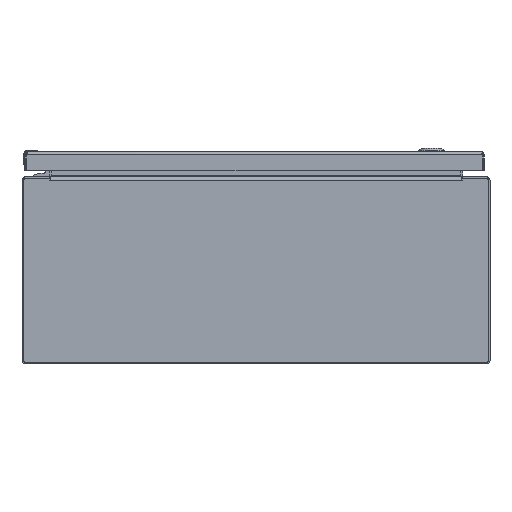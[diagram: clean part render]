
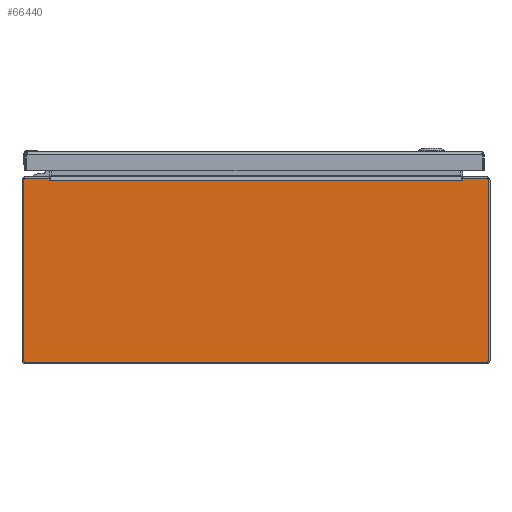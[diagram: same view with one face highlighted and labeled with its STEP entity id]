
A CAD part, front view. The second image highlights one B-rep face of the part: STEP entity #66440.
In plain terms, the highlighted planar face has unit normal (0, -1, 0).
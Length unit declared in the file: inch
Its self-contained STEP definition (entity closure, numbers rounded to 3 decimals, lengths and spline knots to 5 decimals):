
#2353 = CARTESIAN_POINT ( 'NONE',  ( 0., -15., 3.855 ) ) ;
#3550 = CARTESIAN_POINT ( 'NONE',  ( -8.798, -15., 3.855 ) ) ;
#5158 = DIRECTION ( 'NONE',  ( 0., 0., -1. ) ) ;
#5259 = EDGE_CURVE ( 'NONE', #20155, #35786, #9745, .T. ) ;
#7035 = VERTEX_POINT ( 'NONE', #66335 ) ;
#7831 = LINE ( 'NONE', #8413, #64605 ) ;
#8413 = CARTESIAN_POINT ( 'NONE',  ( -9.937, -15., 0. ) ) ;
#9458 = EDGE_CURVE ( 'NONE', #14522, #115174, #99159, .T. ) ;
#9745 = LINE ( 'NONE', #2353, #22337 ) ;
#9833 = CARTESIAN_POINT ( 'NONE',  ( 9.857, -15., 3.937 ) ) ;
#9923 = ORIENTED_EDGE ( 'NONE', *, *, #70302, .T. ) ;
#10703 = CARTESIAN_POINT ( 'NONE',  ( -9.857, -15., 3.937 ) ) ;
#10804 = LINE ( 'NONE', #95929, #26886 ) ;
#10931 = CARTESIAN_POINT ( 'NONE',  ( 8.8136, -15., 3.855 ) ) ;
#11317 = CARTESIAN_POINT ( 'NONE',  ( 9.857, -15., -3.937 ) ) ;
#12329 = ORIENTED_EDGE ( 'NONE', *, *, #5259, .T. ) ;
#14030 = CARTESIAN_POINT ( 'NONE',  ( -9.857, -15., -3.937 ) ) ;
#14255 = ORIENTED_EDGE ( 'NONE', *, *, #75594, .T. ) ;
#14522 = VERTEX_POINT ( 'NONE', #26594 ) ;
#15846 = CARTESIAN_POINT ( 'NONE',  ( 0., -15., 3.937 ) ) ;
#16634 = VERTEX_POINT ( 'NONE', #61346 ) ;
#19421 = VECTOR ( 'NONE', #98524, 39.37008 ) ;
#20155 = VERTEX_POINT ( 'NONE', #51885 ) ;
#20352 = ORIENTED_EDGE ( 'NONE', *, *, #23037, .T. ) ;
#20968 = LINE ( 'NONE', #30152, #42611 ) ;
#21483 = ORIENTED_EDGE ( 'NONE', *, *, #73502, .T. ) ;
#21934 = CIRCLE ( 'NONE', #72808, 0.08 ) ;
#22208 = DIRECTION ( 'NONE',  ( 0., -1., 0. ) ) ;
#22337 = VECTOR ( 'NONE', #57477, 39.37008 ) ;
#23037 = EDGE_CURVE ( 'NONE', #115174, #53551, #104702, .T. ) ;
#23072 = CARTESIAN_POINT ( 'NONE',  ( 8.82806, -15., 3.937 ) ) ;
#26422 = AXIS2_PLACEMENT_3D ( 'NONE', #99822, #22208, #40625 ) ;
#26594 = CARTESIAN_POINT ( 'NONE',  ( -8.82806, -15., 3.937 ) ) ;
#26886 = VECTOR ( 'NONE', #75724, 39.37008 ) ;
#28839 = ORIENTED_EDGE ( 'NONE', *, *, #42556, .T. ) ;
#29658 = AXIS2_PLACEMENT_3D ( 'NONE', #118453, #108035, #5158 ) ;
#30152 = CARTESIAN_POINT ( 'NONE',  ( 0., -15., 3.855 ) ) ;
#32159 = ORIENTED_EDGE ( 'NONE', *, *, #73309, .T. ) ;
#32566 = CARTESIAN_POINT ( 'NONE',  ( 9.937, -15., 3.857 ) ) ;
#32712 = VECTOR ( 'NONE', #66008, 39.37008 ) ;
#35756 = VERTEX_POINT ( 'NONE', #10931 ) ;
#35786 = VERTEX_POINT ( 'NONE', #3550 ) ;
#36749 = VERTEX_POINT ( 'NONE', #9833 ) ;
#40625 = DIRECTION ( 'NONE',  ( 0., 0., -1. ) ) ;
#40896 = VERTEX_POINT ( 'NONE', #32566 ) ;
#41622 = DIRECTION ( 'NONE',  ( -1., 0., 0. ) ) ;
#42556 = EDGE_CURVE ( 'NONE', #67083, #63077, #56842, .T. ) ;
#42611 = VECTOR ( 'NONE', #85335, 39.37008 ) ;
#42917 = EDGE_CURVE ( 'NONE', #35786, #7035, #20968, .T. ) ;
#43474 = DIRECTION ( 'NONE',  ( 0., -1., 0. ) ) ;
#45764 = DIRECTION ( 'NONE',  ( 0., 0., -1. ) ) ;
#45959 = AXIS2_PLACEMENT_3D ( 'NONE', #46726, #59345, #112268 ) ;
#46570 = CARTESIAN_POINT ( 'NONE',  ( -9.937, -15., 3.857 ) ) ;
#46726 = CARTESIAN_POINT ( 'NONE',  ( 9.857, -15., -3.857 ) ) ;
#48344 = LINE ( 'NONE', #93084, #56140 ) ;
#48363 = CARTESIAN_POINT ( 'NONE',  ( 9.857, -15., 3.857 ) ) ;
#48898 = VERTEX_POINT ( 'NONE', #23072 ) ;
#51885 = CARTESIAN_POINT ( 'NONE',  ( 8.798, -15., 3.855 ) ) ;
#53551 = VERTEX_POINT ( 'NONE', #46570 ) ;
#56140 = VECTOR ( 'NONE', #84511, 39.37008 ) ;
#56842 = LINE ( 'NONE', #84408, #32712 ) ;
#57168 = ORIENTED_EDGE ( 'NONE', *, *, #98632, .T. ) ;
#57477 = DIRECTION ( 'NONE',  ( -1., 0., 0. ) ) ;
#59345 = DIRECTION ( 'NONE',  ( 0., -1., 0. ) ) ;
#61167 = LINE ( 'NONE', #15846, #19421 ) ;
#61346 = CARTESIAN_POINT ( 'NONE',  ( 9.937, -15., -3.857 ) ) ;
#62462 = DIRECTION ( 'NONE',  ( 0., 0., -1. ) ) ;
#62799 = VECTOR ( 'NONE', #94071, 39.37008 ) ;
#63077 = VERTEX_POINT ( 'NONE', #11317 ) ;
#63507 = AXIS2_PLACEMENT_3D ( 'NONE', #73448, #43474, #62462 ) ;
#64605 = VECTOR ( 'NONE', #45764, 39.37008 ) ;
#65345 = VECTOR ( 'NONE', #41622, 39.37008 ) ;
#66008 = DIRECTION ( 'NONE',  ( 1., 0., 0. ) ) ;
#66335 = CARTESIAN_POINT ( 'NONE',  ( -8.8136, -15., 3.855 ) ) ;
#66440 = ADVANCED_FACE ( 'NONE', ( #100055 ), #81056, .T. ) ;
#67083 = VERTEX_POINT ( 'NONE', #14030 ) ;
#70302 = EDGE_CURVE ( 'NONE', #36749, #48898, #61167, .T. ) ;
#71108 = LINE ( 'NONE', #108507, #111796 ) ;
#72808 = AXIS2_PLACEMENT_3D ( 'NONE', #48363, #93719, #83317 ) ;
#73309 = EDGE_CURVE ( 'NONE', #7035, #14522, #119843, .T. ) ;
#73448 = CARTESIAN_POINT ( 'NONE',  ( -9.857, -15., -3.857 ) ) ;
#73502 = EDGE_CURVE ( 'NONE', #16634, #40896, #71108, .T. ) ;
#75594 = EDGE_CURVE ( 'NONE', #40896, #36749, #21934, .T. ) ;
#75656 = ORIENTED_EDGE ( 'NONE', *, *, #89212, .T. ) ;
#75724 = DIRECTION ( 'NONE',  ( -1., 0., 0. ) ) ;
#77045 = VERTEX_POINT ( 'NONE', #115430 ) ;
#80931 = DIRECTION ( 'NONE',  ( 0., 0., 1. ) ) ;
#81056 = PLANE ( 'NONE',  #29658 ) ;
#81632 = ORIENTED_EDGE ( 'NONE', *, *, #112152, .T. ) ;
#81633 = EDGE_CURVE ( 'NONE', #63077, #16634, #98773, .T. ) ;
#83317 = DIRECTION ( 'NONE',  ( 0., 0., -1. ) ) ;
#84283 = CARTESIAN_POINT ( 'NONE',  ( -8.8136, -15., 3.855 ) ) ;
#84408 = CARTESIAN_POINT ( 'NONE',  ( 0., -15., -3.937 ) ) ;
#84511 = DIRECTION ( 'NONE',  ( -0.174, 0., -0.985 ) ) ;
#85335 = DIRECTION ( 'NONE',  ( -1., 0., 0. ) ) ;
#89182 = ORIENTED_EDGE ( 'NONE', *, *, #106479, .T. ) ;
#89212 = EDGE_CURVE ( 'NONE', #35756, #20155, #10804, .T. ) ;
#92471 = ORIENTED_EDGE ( 'NONE', *, *, #9458, .T. ) ;
#93084 = CARTESIAN_POINT ( 'NONE',  ( 8.82806, -15., 3.937 ) ) ;
#93719 = DIRECTION ( 'NONE',  ( 0., -1., 0. ) ) ;
#94071 = DIRECTION ( 'NONE',  ( -0.174, 0., 0.985 ) ) ;
#95929 = CARTESIAN_POINT ( 'NONE',  ( 8.80579, -15., 3.855 ) ) ;
#98524 = DIRECTION ( 'NONE',  ( -1., 0., 0. ) ) ;
#98541 = CARTESIAN_POINT ( 'NONE',  ( 0., -15., 3.937 ) ) ;
#98632 = EDGE_CURVE ( 'NONE', #48898, #35756, #48344, .T. ) ;
#98773 = CIRCLE ( 'NONE', #45959, 0.08 ) ;
#99159 = LINE ( 'NONE', #98541, #65345 ) ;
#99328 = ORIENTED_EDGE ( 'NONE', *, *, #81633, .T. ) ;
#99822 = CARTESIAN_POINT ( 'NONE',  ( -9.857, -15., 3.857 ) ) ;
#100055 = FACE_OUTER_BOUND ( 'NONE', #103099, .T. ) ;
#100659 = CIRCLE ( 'NONE', #63507, 0.08 ) ;
#103099 = EDGE_LOOP ( 'NONE', ( #92471, #20352, #89182, #81632, #28839, #99328, #21483, #14255, #9923, #57168, #75656, #12329, #117132, #32159 ) ) ;
#104702 = CIRCLE ( 'NONE', #26422, 0.08 ) ;
#106479 = EDGE_CURVE ( 'NONE', #53551, #77045, #7831, .T. ) ;
#108035 = DIRECTION ( 'NONE',  ( 0., -1., 0. ) ) ;
#108507 = CARTESIAN_POINT ( 'NONE',  ( 9.937, -15., 0. ) ) ;
#111796 = VECTOR ( 'NONE', #80931, 39.37008 ) ;
#112152 = EDGE_CURVE ( 'NONE', #77045, #67083, #100659, .T. ) ;
#112268 = DIRECTION ( 'NONE',  ( 0., 0., -1. ) ) ;
#115174 = VERTEX_POINT ( 'NONE', #10703 ) ;
#115430 = CARTESIAN_POINT ( 'NONE',  ( -9.937, -15., -3.857 ) ) ;
#117132 = ORIENTED_EDGE ( 'NONE', *, *, #42917, .T. ) ;
#118453 = CARTESIAN_POINT ( 'NONE',  ( 0., -15., 0. ) ) ;
#119843 = LINE ( 'NONE', #84283, #62799 ) ;
